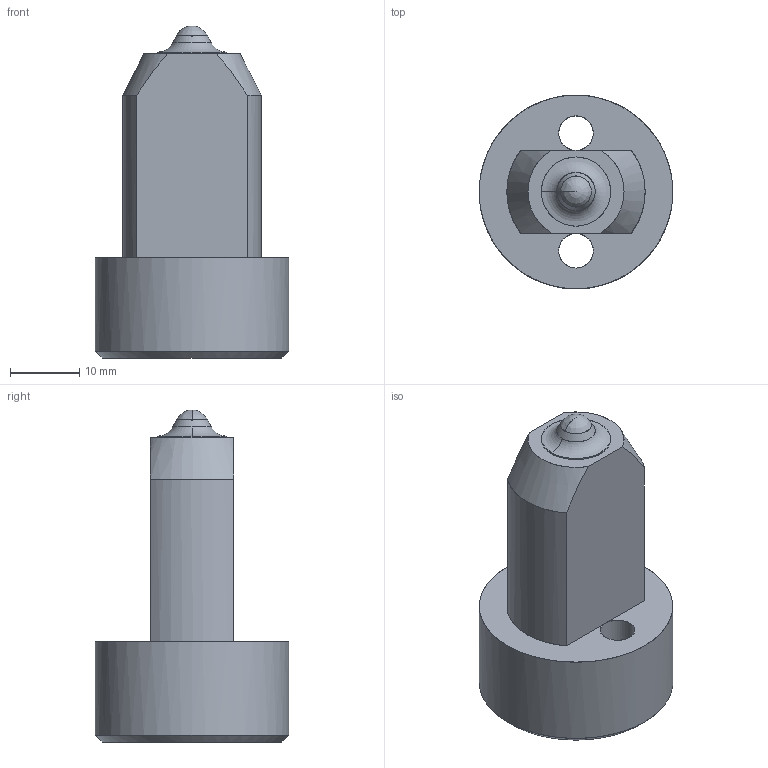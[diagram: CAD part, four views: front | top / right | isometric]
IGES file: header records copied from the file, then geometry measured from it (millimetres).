
Global section: file name: końcówka_rozpylacza_pow,2; native system: 2HAutodesk Inventor 2021; preprocessor: unknown; author: Krzysiek; date: 20201211.223014; units: millimetre
Bounding box: 28 x 28 x 48 mm (x, y, z)
Surface area: 5682.8 mm2 (no closed solid volume)
Topology: 0 solids, 0 shells, 37 faces, 385 edges, 371 vertices
Faces by surface type: revolution 26, bspline 11
